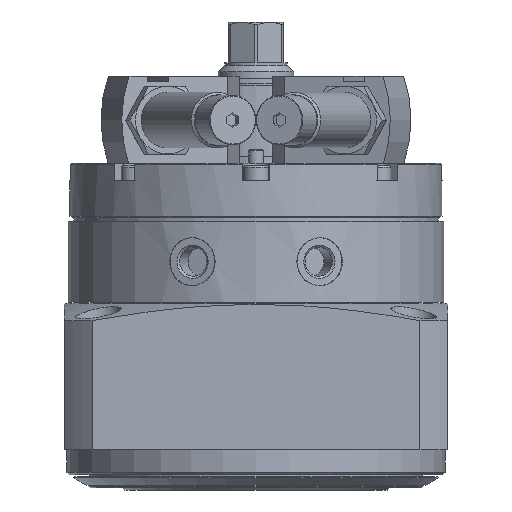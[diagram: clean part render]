
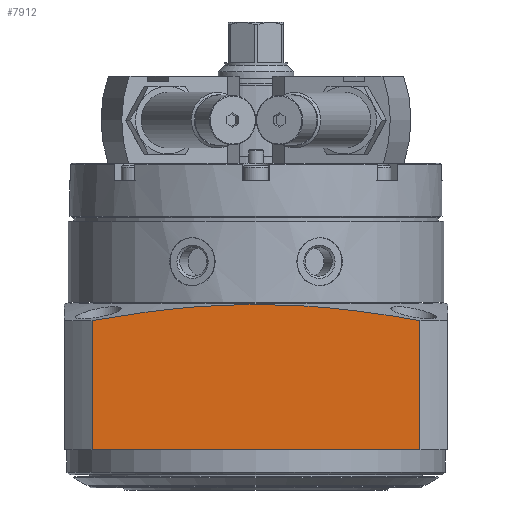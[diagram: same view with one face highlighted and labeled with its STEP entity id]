
A CAD part, front view. The second image highlights one B-rep face of the part: STEP entity #7912.
In plain terms, the highlighted planar face has unit normal (0, -1, 0).
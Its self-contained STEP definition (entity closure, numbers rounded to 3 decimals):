
#192=PLANE('',#9793);
#528=LINE('',#13794,#1069);
#529=LINE('',#13796,#1070);
#530=LINE('',#13798,#1071);
#1069=VECTOR('',#10938,1000.);
#1070=VECTOR('',#10941,1000.);
#1071=VECTOR('',#10942,1000.);
#1572=B_SPLINE_CURVE_WITH_KNOTS('',3,(#13661,#13662,#13663,#13664,#13665,
#13666,#13667,#13668,#13669,#13670),.UNSPECIFIED.,.F.,.F.,(4,1,1,1,1,1,
1,4),(0.133,0.166,0.182,0.198,
0.215,0.231,0.247,0.263),
 .UNSPECIFIED.);
#1732=ORIENTED_EDGE('',*,*,#3818,.F.);
#1733=ORIENTED_EDGE('',*,*,#3840,.F.);
#1734=ORIENTED_EDGE('',*,*,#3841,.T.);
#1735=ORIENTED_EDGE('',*,*,#3842,.T.);
#3818=EDGE_CURVE('',#4875,#4876,#1572,.T.);
#3840=EDGE_CURVE('',#4894,#4875,#528,.T.);
#3841=EDGE_CURVE('',#4894,#4895,#529,.T.);
#3842=EDGE_CURVE('',#4895,#4876,#530,.T.);
#4875=VERTEX_POINT('',#13660);
#4876=VERTEX_POINT('',#13671);
#4894=VERTEX_POINT('',#13793);
#4895=VERTEX_POINT('',#13797);
#6076=EDGE_LOOP('',(#1732,#1733,#1734,#1735));
#6915=FACE_BOUND('',#6076,.T.);
#7912=ADVANCED_FACE('',(#6915),#192,.T.);
#9793=AXIS2_PLACEMENT_3D('',#13795,#10939,#10940);
#10938=DIRECTION('',(0.,0.,1.));
#10939=DIRECTION('',(0.,-1.,0.));
#10940=DIRECTION('',(0.,0.,-1.));
#10941=DIRECTION('',(1.,0.,0.));
#10942=DIRECTION('',(0.,0.,1.));
#13660=CARTESIAN_POINT('',(-64.992,-76.,-62.333));
#13661=CARTESIAN_POINT('',(-64.992,-76.,-62.333));
#13662=CARTESIAN_POINT('',(-54.33,-76.,-60.476));
#13663=CARTESIAN_POINT('',(-38.269,-76.,-58.062));
#13664=CARTESIAN_POINT('',(-16.61,-76.,-56.235));
#13665=CARTESIAN_POINT('',(-0.202,-76.,-55.74));
#13666=CARTESIAN_POINT('',(16.354,-76.,-56.218));
#13667=CARTESIAN_POINT('',(32.684,-76.,-57.585));
#13668=CARTESIAN_POINT('',(48.896,-76.,-59.662));
#13669=CARTESIAN_POINT('',(59.635,-76.,-61.4));
#13670=CARTESIAN_POINT('',(64.992,-76.,-62.333));
#13671=CARTESIAN_POINT('',(64.992,-76.,-62.333));
#13793=CARTESIAN_POINT('',(-64.992,-76.,-113.5));
#13794=CARTESIAN_POINT('',(-64.992,-76.,-113.5));
#13795=CARTESIAN_POINT('',(-64.992,-76.,-113.5));
#13796=CARTESIAN_POINT('',(-64.992,-76.,-113.5));
#13797=CARTESIAN_POINT('',(64.992,-76.,-113.5));
#13798=CARTESIAN_POINT('',(64.992,-76.,-113.5));
